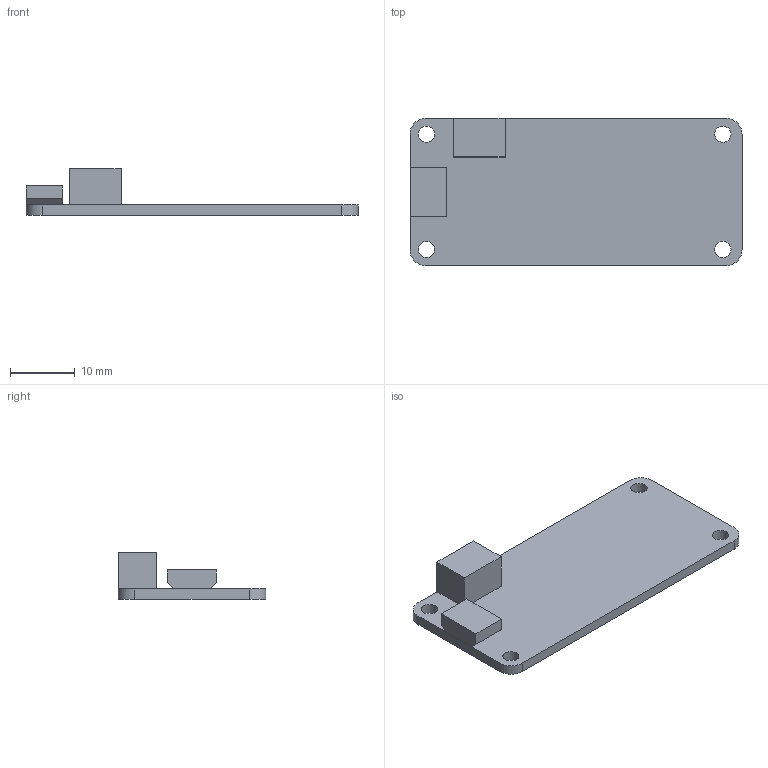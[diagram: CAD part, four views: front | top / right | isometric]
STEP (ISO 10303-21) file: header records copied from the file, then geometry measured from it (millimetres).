
FILE_DESCRIPTION(/* description */ (''),/* implementation_level */ '2;1');
FILE_NAME(/* name */ '2829 Adafruit Feather Bluefruit 32u4.step',/* time_stamp */ '2018-07-07T16:56:17-04:00',/* author */ ('Adafruit'),/* organization */ (''),/* preprocessor_version */ 'ST-DEVELOPER v17',/* originating_system */ 'Autodesk Translation Framework v7.1.0.215',/* authorisation */ '');
FILE_SCHEMA (('AUTOMOTIVE_DESIGN { 1 0 10303 214 3 1 1 }'));
Length unit declared in the file: millimetre
Products named in the file (1): 2829 Adafruit Feather Bluefruit 32u4
Bounding box: 51.2 x 22.8 x 7.2 mm (x, y, z)
Volume: 2216.3 mm3; surface area: 2971.7 mm2
Topology: 3 solids, 3 shells, 28 faces, 66 edges, 44 vertices
Faces by surface type: plane 20, cylinder 8
Full cylindrical faces by diameter (mm): 2.5 x4
Entity records: 853 total; most frequent: DIRECTION 140, CARTESIAN_POINT 139, ORIENTED_EDGE 132, EDGE_CURVE 66, LINE 50, VECTOR 50, AXIS2_PLACEMENT_3D 45, VERTEX_POINT 44
